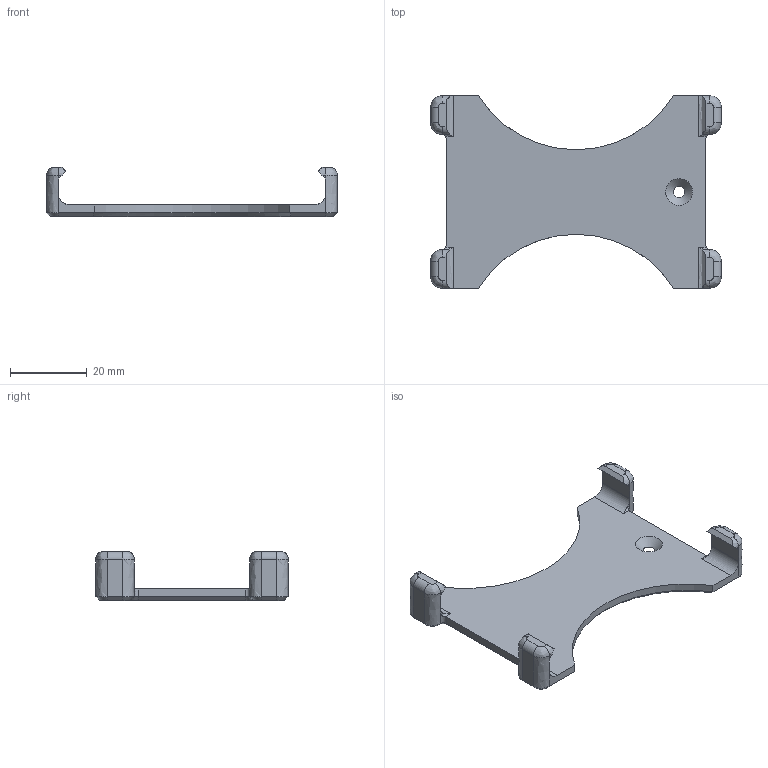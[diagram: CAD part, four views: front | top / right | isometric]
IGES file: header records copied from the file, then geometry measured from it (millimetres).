
Global section: file name: Xbox Phone Mount Clamp_v14; native system: unknown; preprocessor: unknown; author: unknown; organization: unknown; date: 20200923.182835; units: millimetre
Bounding box: 75.6 x 50 x 12.75 mm (x, y, z)
Volume: 8451.9 mm3; surface area: 6695.7 mm2
Topology: 1 solids, 1 shells, 120 faces, 293 edges, 176 vertices
Faces by surface type: bspline 120
